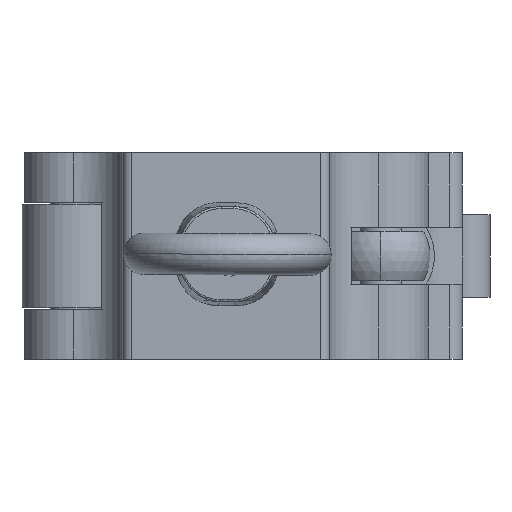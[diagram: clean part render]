
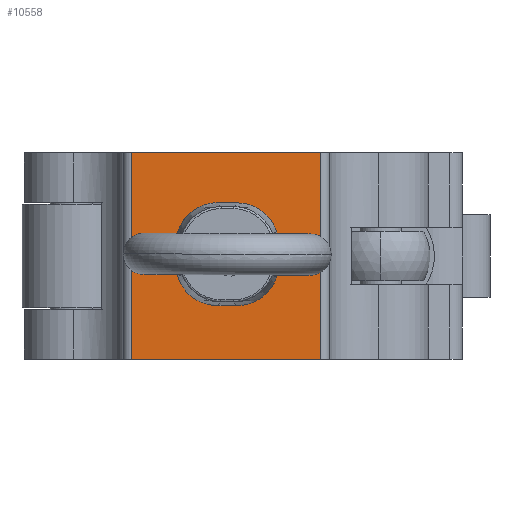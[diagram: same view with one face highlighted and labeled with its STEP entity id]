
A CAD part, front view. The second image highlights one B-rep face of the part: STEP entity #10558.
In plain terms, the highlighted planar face has unit normal (0, -1, 0).
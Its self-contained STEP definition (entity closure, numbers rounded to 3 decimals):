
#642=FACE_BOUND('',#1271,.T.);
#673=FACE_OUTER_BOUND('',#1270,.T.);
#1270=EDGE_LOOP('',(#6984,#6985,#6986,#6987));
#1271=EDGE_LOOP('',(#6988,#6989));
#1896=LINE('',#14472,#2986);
#1897=LINE('',#14483,#2987);
#1898=LINE('',#14485,#2988);
#1899=LINE('',#14486,#2989);
#2986=VECTOR('',#11923,45.92);
#2987=VECTOR('',#11934,50.);
#2988=VECTOR('',#11935,45.92);
#2989=VECTOR('',#11936,50.);
#4085=CIRCLE('',#11188,5.25);
#4086=CIRCLE('',#11189,5.25);
#4276=VERTEX_POINT('',#14454);
#4284=VERTEX_POINT('',#14470);
#4289=VERTEX_POINT('',#14482);
#4290=VERTEX_POINT('',#14484);
#4291=VERTEX_POINT('',#14487);
#4292=VERTEX_POINT('',#14488);
#5349=EDGE_CURVE('',#4276,#4284,#1896,.T.);
#5354=EDGE_CURVE('',#4284,#4289,#1897,.T.);
#5355=EDGE_CURVE('',#4290,#4289,#1898,.T.);
#5356=EDGE_CURVE('',#4276,#4290,#1899,.T.);
#5357=EDGE_CURVE('',#4291,#4292,#4085,.T.);
#5358=EDGE_CURVE('',#4292,#4291,#4086,.T.);
#6984=ORIENTED_EDGE('',*,*,#5354,.T.);
#6985=ORIENTED_EDGE('',*,*,#5355,.F.);
#6986=ORIENTED_EDGE('',*,*,#5356,.F.);
#6987=ORIENTED_EDGE('',*,*,#5349,.T.);
#6988=ORIENTED_EDGE('',*,*,#5357,.F.);
#6989=ORIENTED_EDGE('',*,*,#5358,.F.);
#10231=PLANE('',#11187);
#10558=ADVANCED_FACE('',(#673,#642),#10231,.T.);
#11187=AXIS2_PLACEMENT_3D('',#14481,#11932,#11933);
#11188=AXIS2_PLACEMENT_3D('',#14489,#11937,#11938);
#11189=AXIS2_PLACEMENT_3D('',#14490,#11939,#11940);
#11923=DIRECTION('',(1.,0.,0.));
#11932=DIRECTION('center_axis',(0.,-1.,0.));
#11933=DIRECTION('ref_axis',(1.,0.,0.));
#11934=DIRECTION('',(0.,0.,1.));
#11935=DIRECTION('',(1.,0.,0.));
#11936=DIRECTION('',(0.,0.,1.));
#11937=DIRECTION('center_axis',(0.,-1.,0.));
#11938=DIRECTION('ref_axis',(-1.,0.,0.));
#11939=DIRECTION('center_axis',(0.,-1.,0.));
#11940=DIRECTION('ref_axis',(1.,0.,0.));
#14454=CARTESIAN_POINT('',(-22.96,-116.822,-92.722));
#14470=CARTESIAN_POINT('',(22.96,-116.822,-92.722));
#14472=CARTESIAN_POINT('',(-22.96,-116.822,-92.722));
#14481=CARTESIAN_POINT('Origin',(-22.96,-116.822,-92.722));
#14482=CARTESIAN_POINT('',(22.96,-116.822,-42.722));
#14483=CARTESIAN_POINT('',(22.96,-116.822,-92.722));
#14484=CARTESIAN_POINT('',(-22.96,-116.822,-42.722));
#14485=CARTESIAN_POINT('',(-22.96,-116.822,-42.722));
#14486=CARTESIAN_POINT('',(-22.96,-116.822,-92.722));
#14487=CARTESIAN_POINT('',(-5.25,-116.822,-67.722));
#14488=CARTESIAN_POINT('',(5.25,-116.822,-67.722));
#14489=CARTESIAN_POINT('Origin',(0.,-116.822,
-67.722));
#14490=CARTESIAN_POINT('Origin',(0.,-116.822,
-67.722));
